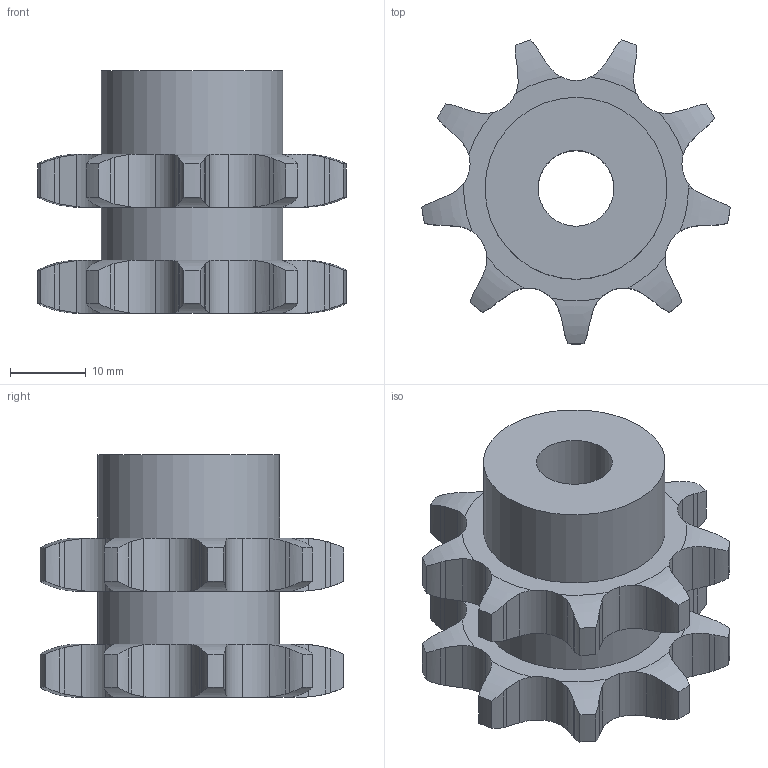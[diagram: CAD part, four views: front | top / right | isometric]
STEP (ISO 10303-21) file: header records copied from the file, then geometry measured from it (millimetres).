
FILE_DESCRIPTION(('FreeCAD Model'),'2;1');
FILE_NAME('Open CASCADE Shape Model','2021-07-25T21:02:20',('FreeCAD'),( 'FreeCAD'),'Open CASCADE STEP processor 7.4','FreeCAD','Unknown');
FILE_SCHEMA(('AUTOMOTIVE_DESIGN { 1 0 10303 214 1 1 1 1 }'));
Length unit declared in the file: millimetre
Products named in the file (1): Open CASCADE STEP translator 7.4 2
Bounding box: 40.69 x 40.1 x 32 mm (x, y, z)
Volume: 17608.1 mm3; surface area: 6928 mm2
Topology: 1 solids, 1 shells, 211 faces, 616 edges, 411 vertices
Faces by surface type: cylinder 129, plane 42, torus 40
Full cylindrical faces by diameter (mm): 10 x1, 24 x2
Entity records: 18589 total; most frequent: CARTESIAN_POINT 8051, DIRECTION 1469, ORIENTED_EDGE 1232, PCURVE 1232, DEFINITIONAL_REPRESENTATION 1232, B_SPLINE_CURVE_WITH_KNOTS 876, LINE 693, VECTOR 693
